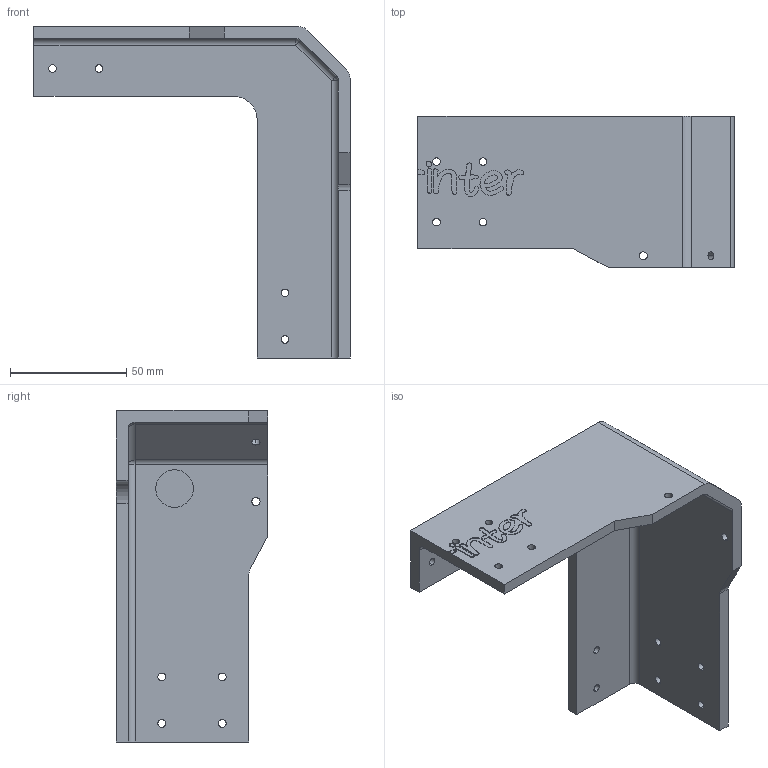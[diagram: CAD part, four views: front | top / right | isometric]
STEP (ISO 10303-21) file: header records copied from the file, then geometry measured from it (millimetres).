
FILE_DESCRIPTION (( 'STEP AP203' ), '1' );
FILE_NAME ('奻裔4.step', '2020-08-13T07:40:16', ( '' ), ( '' ), 'SwSTEP 2.0', 'SolidWorks 2018', '' );
FILE_SCHEMA (( 'CONFIG_CONTROL_DESIGN' ));
Length unit declared in the file: millimetre
Products named in the file (1): 奻裔4
Bounding box: 136 x 65 x 142.8 mm (x, y, z)
Volume: 112802.8 mm3; surface area: 49711.9 mm2
Topology: 1 solids, 1 shells, 538 faces, 1577 edges, 1048 vertices
Faces by surface type: plane 493, cylinder 43, sphere 2
Entity records: 17674 total; most frequent: CARTESIAN_POINT 3162, ORIENTED_EDGE 3150, DIRECTION 2739, EDGE_CURVE 1575, VECTOR 1489, LINE 1489, VERTEX_POINT 1048, AXIS2_PLACEMENT_3D 625
